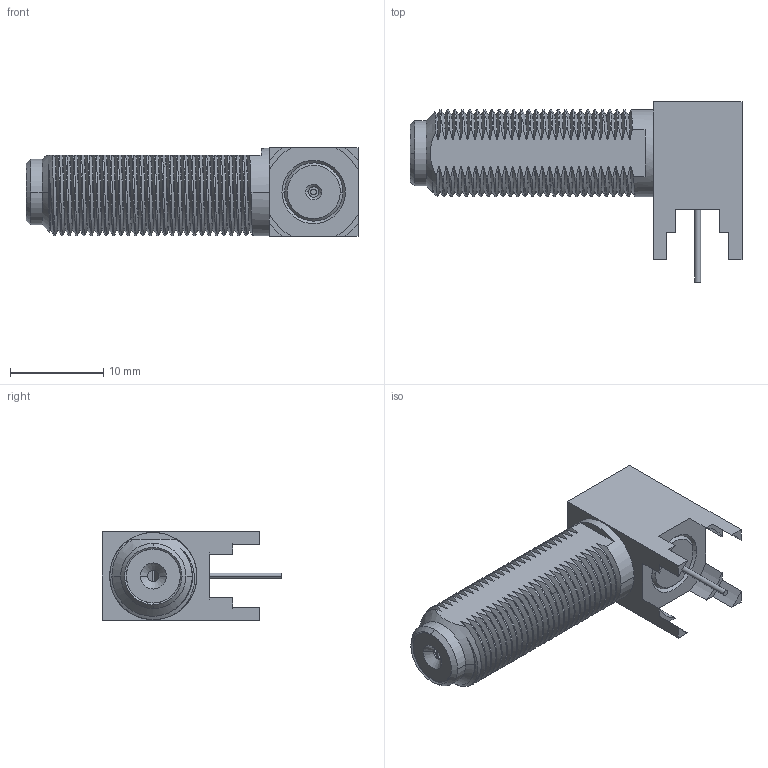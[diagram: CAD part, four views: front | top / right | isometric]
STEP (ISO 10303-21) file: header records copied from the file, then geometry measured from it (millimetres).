
FILE_DESCRIPTION((''),'2;1');
FILE_NAME('1016844-NPPT_SW0002','2020-06-04T17:03:37',('Vijayaragavan'),(''),'CREO PARAMETRIC BY PTC INC, 2019444','CREO PARAMETRIC BY PTC INC, 2019444','');
FILE_SCHEMA(('CONFIG_CONTROL_DESIGN'));
Length unit declared in the file: millimetre
Products named in the file (1): 1016844-NPPT_SW0002
Bounding box: 35.6 x 19.3 x 9.5 mm (x, y, z)
Volume: 2525.2 mm3; surface area: 2019.5 mm2
Topology: 1 solids, 1 shells, 202 faces, 559 edges, 366 vertices
Faces by surface type: bspline 102, cylinder 44, plane 38, cone 18
Entity records: 19730 total; most frequent: CARTESIAN_POINT 15297, ORIENTED_EDGE 1118, DIRECTION 563, EDGE_CURVE 559, VERTEX_POINT 366, B_SPLINE_CURVE_WITH_KNOTS 259, VECTOR 237, LINE 237
